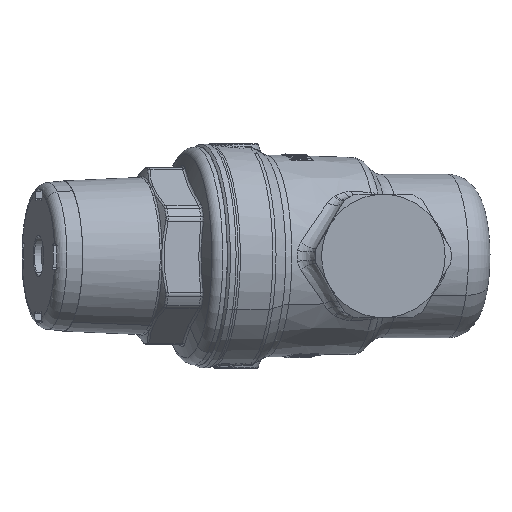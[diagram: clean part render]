
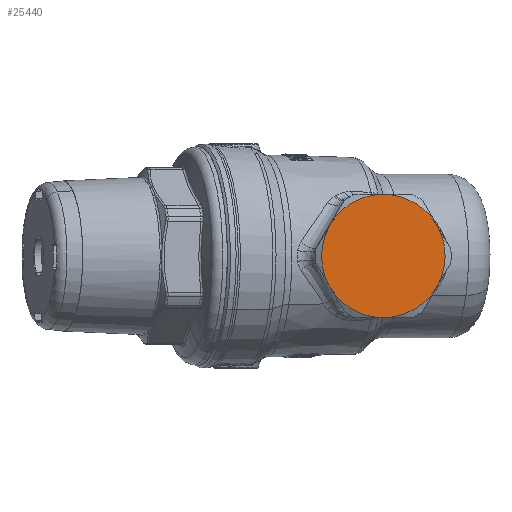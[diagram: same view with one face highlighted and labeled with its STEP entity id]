
A CAD part, left-side view. The second image highlights one B-rep face of the part: STEP entity #25440.
In plain terms, the highlighted planar face has unit normal (-1, 0, 0).
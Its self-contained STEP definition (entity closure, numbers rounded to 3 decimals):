
#15628=CARTESIAN_POINT('Vertex',(13.601,-92.331,132.569)) ;
#15633=CARTESIAN_POINT('Axis2P3D Location',(13.601,-81.142,126.456)) ;
#15637=CARTESIAN_POINT('Vertex',(13.601,-92.265,120.224)) ;
#15685=CARTESIAN_POINT('Axis2P3D Location',(13.601,-81.142,126.456)) ;
#15689=CARTESIAN_POINT('Vertex',(13.601,-92.265,132.688)) ;
#16821=CARTESIAN_POINT('Control Point',(13.601,-92.101,119.939)) ;
#16822=CARTESIAN_POINT('Control Point',(13.601,-92.156,120.034)) ;
#16823=CARTESIAN_POINT('Control Point',(13.601,-92.21,120.129)) ;
#16824=CARTESIAN_POINT('Control Point',(13.601,-92.265,120.224)) ;
#16825=CARTESIAN_POINT('Vertex',(13.601,-92.101,119.939)) ;
#23125=CARTESIAN_POINT('Vertex',(13.601,-92.101,132.973)) ;
#23129=CARTESIAN_POINT('Control Point',(13.601,-92.101,132.973)) ;
#23130=CARTESIAN_POINT('Control Point',(13.601,-92.156,132.878)) ;
#23131=CARTESIAN_POINT('Control Point',(13.601,-92.21,132.783)) ;
#23132=CARTESIAN_POINT('Control Point',(13.601,-92.265,132.688)) ;
#25319=CARTESIAN_POINT('Axis2P3D Location',(13.601,-81.142,126.456)) ;
#25323=CARTESIAN_POINT('Vertex',(13.601,-69.953,120.343)) ;
#25325=CARTESIAN_POINT('Vertex',(13.601,-70.019,120.224)) ;
#25348=CARTESIAN_POINT('Axis2P3D Location',(13.601,-68.392,126.456)) ;
#25353=CARTESIAN_POINT('Axis2P3D Location',(13.601,-81.142,126.456)) ;
#25357=CARTESIAN_POINT('Vertex',(13.601,-81.307,139.205)) ;
#25361=CARTESIAN_POINT('Control Point',(13.601,-81.307,139.205)) ;
#25362=CARTESIAN_POINT('Control Point',(13.601,-81.241,139.205)) ;
#25363=CARTESIAN_POINT('Control Point',(13.601,-81.175,139.205)) ;
#25364=CARTESIAN_POINT('Control Point',(13.601,-81.109,139.205)) ;
#25365=CARTESIAN_POINT('Control Point',(13.601,-81.044,139.205)) ;
#25366=CARTESIAN_POINT('Control Point',(13.601,-80.978,139.205)) ;
#25367=CARTESIAN_POINT('Vertex',(13.601,-80.978,139.205)) ;
#25370=CARTESIAN_POINT('Axis2P3D Location',(13.601,-81.142,126.456)) ;
#25374=CARTESIAN_POINT('Vertex',(13.601,-70.183,132.973)) ;
#25378=CARTESIAN_POINT('Control Point',(13.601,-70.183,132.973)) ;
#25379=CARTESIAN_POINT('Control Point',(13.601,-70.151,132.916)) ;
#25380=CARTESIAN_POINT('Control Point',(13.601,-70.118,132.859)) ;
#25381=CARTESIAN_POINT('Control Point',(13.601,-70.085,132.802)) ;
#25382=CARTESIAN_POINT('Control Point',(13.601,-70.052,132.745)) ;
#25383=CARTESIAN_POINT('Control Point',(13.601,-70.019,132.688)) ;
#25384=CARTESIAN_POINT('Vertex',(13.601,-70.019,132.688)) ;
#25387=CARTESIAN_POINT('Axis2P3D Location',(13.601,-81.142,126.456)) ;
#25393=CARTESIAN_POINT('Control Point',(13.601,-70.184,119.939)) ;
#25394=CARTESIAN_POINT('Control Point',(13.601,-70.151,119.996)) ;
#25395=CARTESIAN_POINT('Control Point',(13.601,-70.118,120.053)) ;
#25396=CARTESIAN_POINT('Control Point',(13.601,-70.085,120.11)) ;
#25397=CARTESIAN_POINT('Control Point',(13.601,-70.052,120.167)) ;
#25398=CARTESIAN_POINT('Control Point',(13.601,-70.019,120.224)) ;
#25399=CARTESIAN_POINT('Vertex',(13.601,-70.184,119.939)) ;
#25402=CARTESIAN_POINT('Axis2P3D Location',(13.601,-81.142,126.456)) ;
#25406=CARTESIAN_POINT('Vertex',(13.601,-80.978,113.707)) ;
#25410=CARTESIAN_POINT('Control Point',(13.601,-80.978,113.707)) ;
#25411=CARTESIAN_POINT('Control Point',(13.601,-81.044,113.707)) ;
#25412=CARTESIAN_POINT('Control Point',(13.601,-81.109,113.707)) ;
#25413=CARTESIAN_POINT('Control Point',(13.601,-81.175,113.707)) ;
#25414=CARTESIAN_POINT('Control Point',(13.601,-81.241,113.707)) ;
#25415=CARTESIAN_POINT('Control Point',(13.601,-81.307,113.707)) ;
#25416=CARTESIAN_POINT('Vertex',(13.601,-81.307,113.707)) ;
#25419=CARTESIAN_POINT('Axis2P3D Location',(13.601,-81.142,126.456)) ;
#15634=DIRECTION('Axis2P3D Direction',(1.,0.,-0.)) ;
#15686=DIRECTION('Axis2P3D Direction',(1.,0.,-0.)) ;
#25320=DIRECTION('Axis2P3D Direction',(1.,0.,-0.)) ;
#25349=DIRECTION('Axis2P3D Direction',(-1.,0.,-0.)) ;
#25350=DIRECTION('Axis2P3D XDirection',(0.,1.,0.)) ;
#25354=DIRECTION('Axis2P3D Direction',(-1.,0.,-0.)) ;
#25371=DIRECTION('Axis2P3D Direction',(-1.,0.,-0.)) ;
#25388=DIRECTION('Axis2P3D Direction',(-1.,0.,-0.)) ;
#25403=DIRECTION('Axis2P3D Direction',(-1.,0.,-0.)) ;
#25420=DIRECTION('Axis2P3D Direction',(-1.,0.,-0.)) ;
#15635=AXIS2_PLACEMENT_3D('Circle Axis2P3D',#15633,#15634,$) ;
#15687=AXIS2_PLACEMENT_3D('Circle Axis2P3D',#15685,#15686,$) ;
#25321=AXIS2_PLACEMENT_3D('Circle Axis2P3D',#25319,#25320,$) ;
#25351=AXIS2_PLACEMENT_3D('Plane Axis2P3D',#25348,#25349,#25350) ;
#25355=AXIS2_PLACEMENT_3D('Circle Axis2P3D',#25353,#25354,$) ;
#25372=AXIS2_PLACEMENT_3D('Circle Axis2P3D',#25370,#25371,$) ;
#25389=AXIS2_PLACEMENT_3D('Circle Axis2P3D',#25387,#25388,$) ;
#25404=AXIS2_PLACEMENT_3D('Circle Axis2P3D',#25402,#25403,$) ;
#25421=AXIS2_PLACEMENT_3D('Circle Axis2P3D',#25419,#25420,$) ;
#15636=CIRCLE('generated circle',#15635,12.75) ;
#15688=CIRCLE('generated circle',#15687,12.75) ;
#25322=CIRCLE('generated circle',#25321,12.75) ;
#25356=CIRCLE('generated circle',#25355,12.75) ;
#25373=CIRCLE('generated circle',#25372,12.75) ;
#25390=CIRCLE('generated circle',#25389,12.75) ;
#25405=CIRCLE('generated circle',#25404,12.75) ;
#25422=CIRCLE('generated circle',#25421,12.75) ;
#25352=PLANE('',#25351) ;
#15639=EDGE_CURVE('',#15638,#15629,#15636,.F.) ;
#15691=EDGE_CURVE('',#15629,#15690,#15688,.F.) ;
#16827=EDGE_CURVE('',#16826,#15638,#16820,.T.) ;
#23133=EDGE_CURVE('',#23126,#15690,#23128,.T.) ;
#25327=EDGE_CURVE('',#25324,#25326,#25322,.F.) ;
#25359=EDGE_CURVE('',#23126,#25358,#25356,.T.) ;
#25369=EDGE_CURVE('',#25358,#25368,#25360,.T.) ;
#25376=EDGE_CURVE('',#25368,#25375,#25373,.T.) ;
#25386=EDGE_CURVE('',#25375,#25385,#25377,.T.) ;
#25391=EDGE_CURVE('',#25385,#25324,#25390,.T.) ;
#25401=EDGE_CURVE('',#25400,#25326,#25392,.T.) ;
#25408=EDGE_CURVE('',#25400,#25407,#25405,.T.) ;
#25418=EDGE_CURVE('',#25407,#25417,#25409,.T.) ;
#25423=EDGE_CURVE('',#25417,#16826,#25422,.T.) ;
#25425=ORIENTED_EDGE('',*,*,#25359,.T.) ;
#25426=ORIENTED_EDGE('',*,*,#25369,.T.) ;
#25427=ORIENTED_EDGE('',*,*,#25376,.T.) ;
#25428=ORIENTED_EDGE('',*,*,#25386,.T.) ;
#25429=ORIENTED_EDGE('',*,*,#25391,.T.) ;
#25430=ORIENTED_EDGE('',*,*,#25327,.T.) ;
#25431=ORIENTED_EDGE('',*,*,#25401,.F.) ;
#25432=ORIENTED_EDGE('',*,*,#25408,.T.) ;
#25433=ORIENTED_EDGE('',*,*,#25418,.T.) ;
#25434=ORIENTED_EDGE('',*,*,#25423,.T.) ;
#25435=ORIENTED_EDGE('',*,*,#16827,.T.) ;
#25436=ORIENTED_EDGE('',*,*,#15639,.T.) ;
#25437=ORIENTED_EDGE('',*,*,#15691,.T.) ;
#25438=ORIENTED_EDGE('',*,*,#23133,.F.) ;
#25424=EDGE_LOOP('',(#25425,#25426,#25427,#25428,#25429,#25430,#25431,#25432,#25433,#25434,#25435,#25436,#25437,#25438)) ;
#15629=VERTEX_POINT('',#15628) ;
#15638=VERTEX_POINT('',#15637) ;
#15690=VERTEX_POINT('',#15689) ;
#16826=VERTEX_POINT('',#16825) ;
#23126=VERTEX_POINT('',#23125) ;
#25324=VERTEX_POINT('',#25323) ;
#25326=VERTEX_POINT('',#25325) ;
#25358=VERTEX_POINT('',#25357) ;
#25368=VERTEX_POINT('',#25367) ;
#25375=VERTEX_POINT('',#25374) ;
#25385=VERTEX_POINT('',#25384) ;
#25400=VERTEX_POINT('',#25399) ;
#25407=VERTEX_POINT('',#25406) ;
#25417=VERTEX_POINT('',#25416) ;
#25440=ADVANCED_FACE('PartBody',(#25439),#25352,.T.) ;
#16820=B_SPLINE_CURVE_WITH_KNOTS('',3,(#16821,#16822,#16823,#16824),.UNSPECIFIED.,.F.,.U.,(4,4),(44.363,47.324),.UNSPECIFIED.) ;
#23128=B_SPLINE_CURVE_WITH_KNOTS('',3,(#23129,#23130,#23131,#23132),.UNSPECIFIED.,.F.,.U.,(4,4),(44.348,47.311),.UNSPECIFIED.) ;
#25360=B_SPLINE_CURVE_WITH_KNOTS('',5,(#25361,#25362,#25363,#25364,#25365,#25366),.UNSPECIFIED.,.F.,.U.,(6,6),(44.35,47.311),.UNSPECIFIED.) ;
#25377=B_SPLINE_CURVE_WITH_KNOTS('',5,(#25378,#25379,#25380,#25381,#25382,#25383),.UNSPECIFIED.,.F.,.U.,(6,6),(44.342,47.299),.UNSPECIFIED.) ;
#25392=B_SPLINE_CURVE_WITH_KNOTS('',5,(#25393,#25394,#25395,#25396,#25397,#25398),.UNSPECIFIED.,.F.,.U.,(6,6),(44.342,47.304),.UNSPECIFIED.) ;
#25409=B_SPLINE_CURVE_WITH_KNOTS('',5,(#25410,#25411,#25412,#25413,#25414,#25415),.UNSPECIFIED.,.F.,.U.,(6,6),(44.35,47.311),.UNSPECIFIED.) ;
#25439=FACE_OUTER_BOUND('',#25424,.T.) ;
